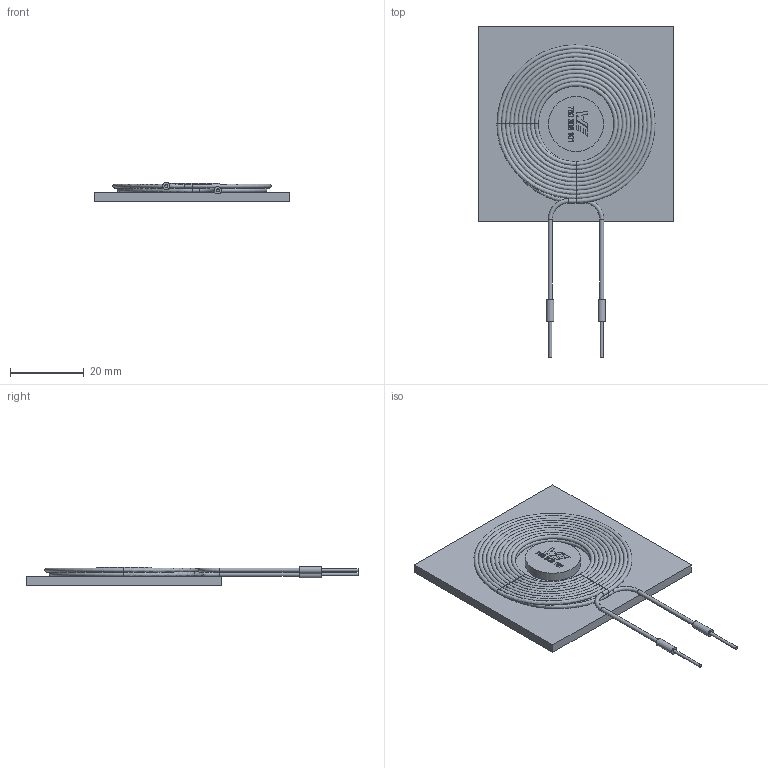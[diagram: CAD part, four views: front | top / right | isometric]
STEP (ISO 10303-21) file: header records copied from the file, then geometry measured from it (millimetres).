
FILE_DESCRIPTION(/* description */ ('Unknown'),/* implementation_level */ '2;1');
FILE_NAME(/* name */ 'L_Wurth_WE-WPCC-TX_760308101',/* time_stamp */ '2025-04-18T10:46:47+08:00',/* author */ ('Unknown'),/* organization */ ('Unknown'),/* preprocessor_version */ 'ST-DEVELOPER v19.4',/* originating_system */ 'Solid Edge',/* authorisation */ 'Unknown');
FILE_SCHEMA (('AUTOMOTIVE_DESIGN {1 0 10303 214 3 1 1}'));
Length unit declared in the file: millimetre
Products named in the file (2): L_Wurth_WE-WPCC-TX_760308101
Assembly tree (1 placements, depth 2):
  L_Wurth_WE-WPCC-TX_760308101
    L_Wurth_WE-WPCC-TX_760308101
Bounding box: 53.3 x 90.3 x 5.2 mm (x, y, z)
Volume: 9487.8 mm3; surface area: 13504.8 mm2
Topology: 3 solids, 3 shells, 152 faces, 363 edges, 231 vertices
Faces by surface type: plane 81, bspline 44, torus 18, cylinder 9
Full cylindrical faces by diameter (mm): 0.8 x2, 1.12 x4, 2 x2, 15 x1
Entity records: 9886 total; most frequent: CARTESIAN_POINT 5923, ORIENTED_EDGE 568, DIRECTION 437, EDGE_CURVE 284, FACE_BOUND 258, EDGE_LOOP 243, VERTEX_POINT 232, AXIS2_PLACEMENT_3D 156
